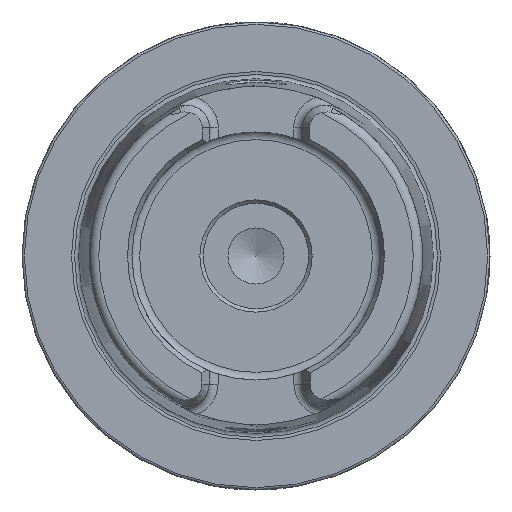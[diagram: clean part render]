
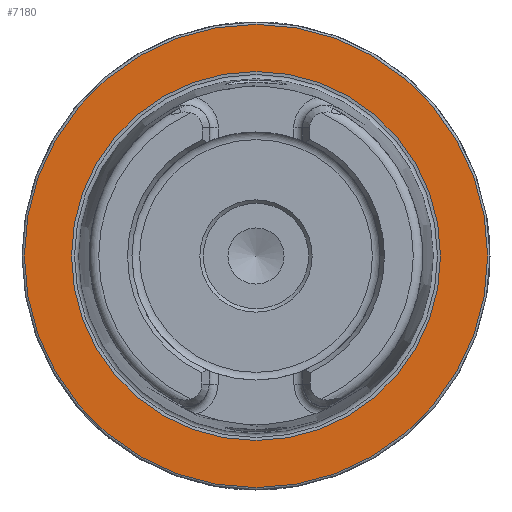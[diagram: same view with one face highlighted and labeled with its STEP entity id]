
A CAD part, left-side view. The second image highlights one B-rep face of the part: STEP entity #7180.
In plain terms, the highlighted planar face has unit normal (-1, 0, 0).
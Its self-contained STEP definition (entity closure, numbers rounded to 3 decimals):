
#883 = ORIENTED_EDGE ( 'NONE', *, *, #7823, .T. ) ;
#1620 = FACE_OUTER_BOUND ( 'NONE', #12871, .T. ) ;
#2265 = CARTESIAN_POINT ( 'NONE',  ( 0., 0., 49.5 ) ) ;
#2481 = DIRECTION ( 'NONE',  ( -1., 0., 0. ) ) ;
#2676 = VERTEX_POINT ( 'NONE', #11797 ) ;
#4114 = FACE_BOUND ( 'NONE', #11095, .T. ) ;
#4611 = AXIS2_PLACEMENT_3D ( 'NONE', #12017, #2481, #8798 ) ;
#4868 = DIRECTION ( 'NONE',  ( -1., 0., 0. ) ) ;
#5354 = CIRCLE ( 'NONE', #5739, 39.414 ) ;
#5591 = CIRCLE ( 'NONE', #4611, 49.5 ) ;
#5694 = EDGE_CURVE ( 'NONE', #2676, #2676, #5354, .T. ) ;
#5739 = AXIS2_PLACEMENT_3D ( 'NONE', #5844, #4868, #6943 ) ;
#5844 = CARTESIAN_POINT ( 'NONE',  ( 0., 0., 0. ) ) ;
#6943 = DIRECTION ( 'NONE',  ( 0., 0., 1. ) ) ;
#7180 = ADVANCED_FACE ( 'NONE', ( #4114, #1620 ), #9824, .F. ) ;
#7745 = DIRECTION ( 'NONE',  ( 0., 0., -1. ) ) ;
#7823 = EDGE_CURVE ( 'NONE', #11434, #11434, #5591, .T. ) ;
#8798 = DIRECTION ( 'NONE',  ( 0., 0., 1. ) ) ;
#9190 = AXIS2_PLACEMENT_3D ( 'NONE', #13053, #11845, #7745 ) ;
#9824 = PLANE ( 'NONE',  #9190 ) ;
#11095 = EDGE_LOOP ( 'NONE', ( #11460 ) ) ;
#11434 = VERTEX_POINT ( 'NONE', #2265 ) ;
#11460 = ORIENTED_EDGE ( 'NONE', *, *, #5694, .F. ) ;
#11797 = CARTESIAN_POINT ( 'NONE',  ( 0., 0., 39.414 ) ) ;
#11845 = DIRECTION ( 'NONE',  ( 1., 0., 0. ) ) ;
#12017 = CARTESIAN_POINT ( 'NONE',  ( 0., 0., 0. ) ) ;
#12871 = EDGE_LOOP ( 'NONE', ( #883 ) ) ;
#13053 = CARTESIAN_POINT ( 'NONE',  ( 0., 49.5, 0. ) ) ;
